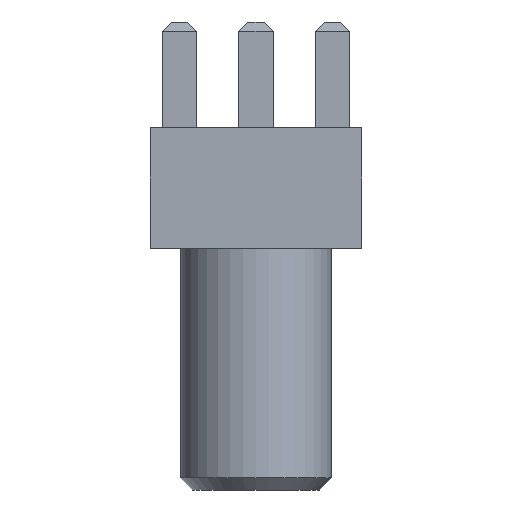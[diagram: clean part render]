
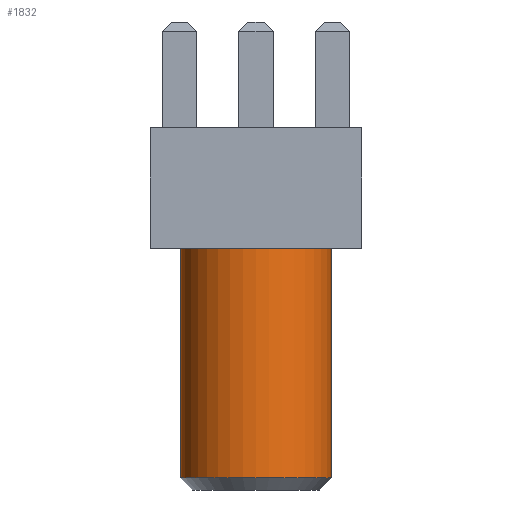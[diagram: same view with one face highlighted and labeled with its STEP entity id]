
A CAD part, front view. The second image highlights one B-rep face of the part: STEP entity #1832.
In plain terms, the highlighted cylindrical face has radius 2.5 mm (diameter 5 mm), a partial arc.
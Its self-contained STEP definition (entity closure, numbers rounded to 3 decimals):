
#67 = CARTESIAN_POINT ( 'NONE',  ( 0., 0., -7.6 ) ) ;
#68 = DIRECTION ( 'NONE',  ( 0., 0., 1. ) ) ;
#69 = DIRECTION ( 'NONE',  ( -1., 0., 0. ) ) ;
#467 = CARTESIAN_POINT ( 'NONE',  ( 0., 0., 0. ) ) ;
#468 = DIRECTION ( 'NONE',  ( 0., 0., -1. ) ) ;
#469 = DIRECTION ( 'NONE',  ( -1., 0., 0. ) ) ;
#591 = LINE ( 'NONE', #603, #883 ) ;
#603 = CARTESIAN_POINT ( 'NONE',  ( 2.5, 0., -8. ) ) ;
#605 = DIRECTION ( 'NONE',  ( 0., 0., 1. ) ) ;
#883 = VECTOR ( 'NONE', #605, 1000. ) ;
#931 = CIRCLE ( 'NONE', #936, 2.5 ) ;
#936 = AXIS2_PLACEMENT_3D ( 'NONE', #467, #468, #469 ) ;
#1009 = CIRCLE ( 'NONE', #1011, 2.5 ) ;
#1011 = AXIS2_PLACEMENT_3D ( 'NONE', #67, #68, #69 ) ;
#1034 = VECTOR ( 'NONE', #1192, 1000. ) ;
#1119 = AXIS2_PLACEMENT_3D ( 'NONE', #1278, #1273, #1280 ) ;
#1183 = LINE ( 'NONE', #1190, #1034 ) ;
#1190 = CARTESIAN_POINT ( 'NONE',  ( -2.5, 0., -8. ) ) ;
#1192 = DIRECTION ( 'NONE',  ( 0., 0., 1. ) ) ;
#1273 = DIRECTION ( 'NONE',  ( 0., 0., 1. ) ) ;
#1277 = FACE_OUTER_BOUND ( 'NONE', #2144, .T. ) ;
#1278 = CARTESIAN_POINT ( 'NONE',  ( 0., 0., -8. ) ) ;
#1279 = CYLINDRICAL_SURFACE ( 'NONE', #1119, 2.5 ) ;
#1280 = DIRECTION ( 'NONE',  ( 1., 0., 0. ) ) ;
#1372 = VERTEX_POINT ( 'NONE', #1917 ) ;
#1376 = VERTEX_POINT ( 'NONE', #1914 ) ;
#1386 = VERTEX_POINT ( 'NONE', #1902 ) ;
#1393 = VERTEX_POINT ( 'NONE', #1893 ) ;
#1550 = EDGE_CURVE ( 'NONE', #1372, #1386, #591, .T. ) ;
#1717 = EDGE_CURVE ( 'NONE', #1386, #1393, #931, .T. ) ;
#1791 = EDGE_CURVE ( 'NONE', #1376, #1372, #1009, .T. ) ;
#1814 = EDGE_CURVE ( 'NONE', #1376, #1393, #1183, .T. ) ;
#1832 = ADVANCED_FACE ( 'NONE', ( #1277 ), #1279, .T. ) ;
#1893 = CARTESIAN_POINT ( 'NONE',  ( -2.5, 0., 0. ) ) ;
#1902 = CARTESIAN_POINT ( 'NONE',  ( 2.5, 0., 0. ) ) ;
#1914 = CARTESIAN_POINT ( 'NONE',  ( -2.5, 0., -7.6 ) ) ;
#1917 = CARTESIAN_POINT ( 'NONE',  ( 2.5, 0., -7.6 ) ) ;
#2144 = EDGE_LOOP ( 'NONE', ( #2342, #2341, #2413, #2415 ) ) ;
#2341 = ORIENTED_EDGE ( 'NONE', *, *, #1791, .T. ) ;
#2342 = ORIENTED_EDGE ( 'NONE', *, *, #1814, .F. ) ;
#2413 = ORIENTED_EDGE ( 'NONE', *, *, #1550, .T. ) ;
#2415 = ORIENTED_EDGE ( 'NONE', *, *, #1717, .T. ) ;
